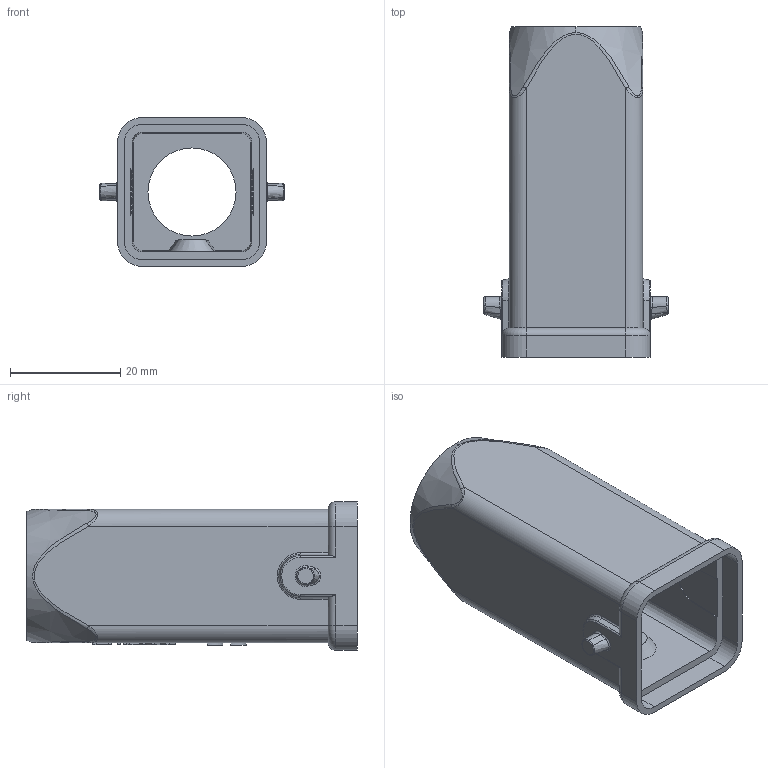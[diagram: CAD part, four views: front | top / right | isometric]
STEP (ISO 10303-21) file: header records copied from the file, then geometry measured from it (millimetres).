
FILE_DESCRIPTION(/* description */ (''),/* implementation_level */ '2;1');
FILE_NAME(/* name */ '3D_1106034101002_EMC.H3A-TE-2B-M20_V1.1.stp',/* time_stamp */ '2024-01-23T15:00:18+08:00',/* author */ (''),/* organization */ (''),/* preprocessor_version */ 'ST-DEVELOPER v18.1',/* originating_system */ 'SIEMENS PLM Software NX 1980',/* authorisation */ '');
FILE_SCHEMA (('AP242_MANAGED_MODEL_BASED_3D_ENGINEERING_MIM_LF { 1 0 10303 442 1 1 4 }'));
Length unit declared in the file: millimetre
Products named in the file (1): 3D_1106034101008_EMC.H3A-TE-2B-PG11_V1.0_stp
Bounding box: 33.4 x 60 x 27 mm (x, y, z)
Volume: 9792.1 mm3; surface area: 11118.3 mm2
Topology: 1 solids, 1 shells, 200 faces, 501 edges, 316 vertices
Faces by surface type: plane 90, cylinder 58, torus 20, bspline 16, cone 15, sphere 1
Entity records: 7626 total; most frequent: CARTESIAN_POINT 3130, ORIENTED_EDGE 1002, DIRECTION 803, EDGE_CURVE 501, VERTEX_POINT 316, AXIS2_PLACEMENT_3D 271, LINE 261, VECTOR 261
